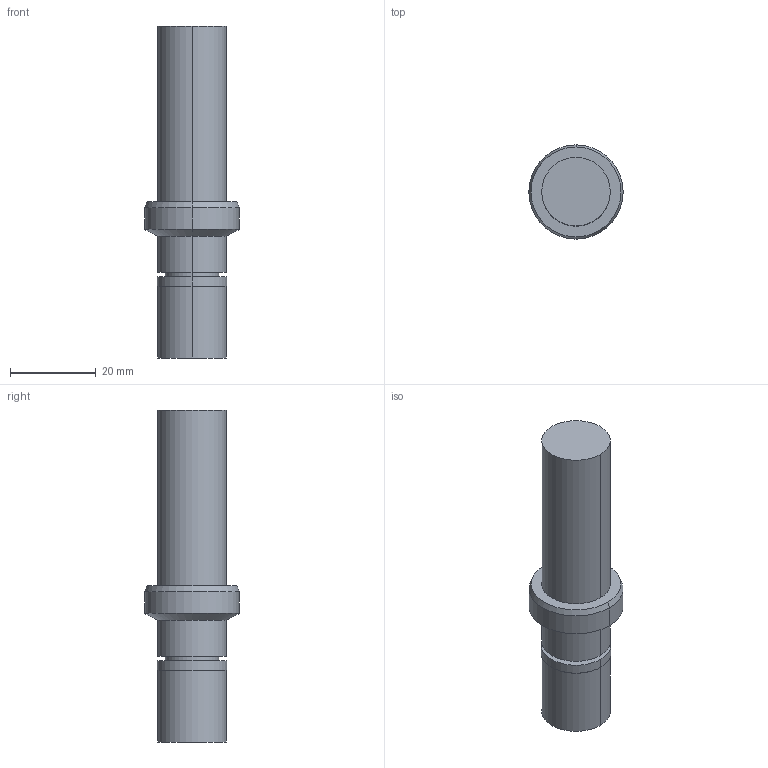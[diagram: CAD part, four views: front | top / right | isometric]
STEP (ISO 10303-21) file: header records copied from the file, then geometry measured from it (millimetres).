
FILE_DESCRIPTION((''),'2;1');
FILE_NAME('MGT6-M2-30','2020-01-17T',('ykawabe'),(''),'CREO PARAMETRIC BY PTC INC, 2016380','CREO PARAMETRIC BY PTC INC, 2016380','');
FILE_SCHEMA(('AUTOMOTIVE_DESIGN { 1 0 10303 214 1 1 1 1 }'));
Length unit declared in the file: millimetre
Products named in the file (1): MGT6-M2-30
Bounding box: 22 x 22 x 77.5 mm (x, y, z)
Volume: 16518.7 mm3; surface area: 5272.5 mm2
Topology: 1 solids, 1 shells, 48 faces, 118 edges, 78 vertices
Faces by surface type: plane 24, cylinder 20, cone 4
Entity records: 2011 total; most frequent: DIRECTION 278, CARTESIAN_POINT 251, ORIENTED_EDGE 236, PRESENTATION_STYLE_ASSIGNMENT 123, STYLED_ITEM 123, CURVE_STYLE 122, EDGE_CURVE 118, AXIS2_PLACEMENT_3D 107
